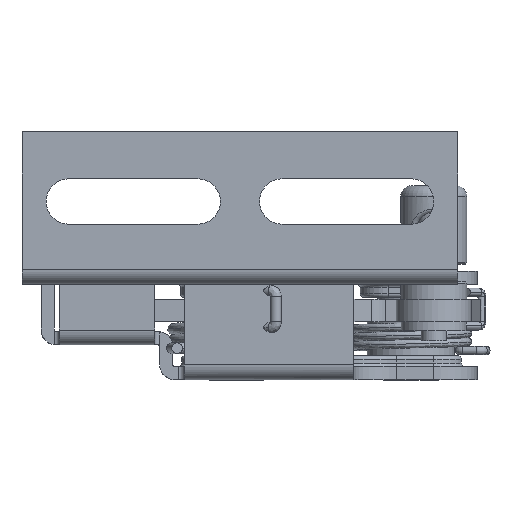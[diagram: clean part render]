
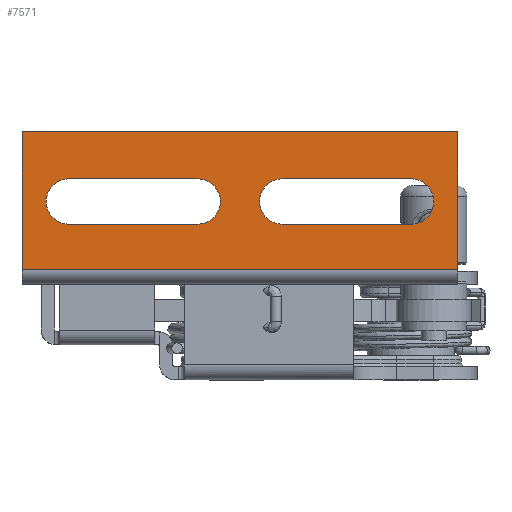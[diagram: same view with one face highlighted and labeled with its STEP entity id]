
A CAD part, front view. The second image highlights one B-rep face of the part: STEP entity #7571.
In plain terms, the highlighted planar face has unit normal (0, -1, 0).
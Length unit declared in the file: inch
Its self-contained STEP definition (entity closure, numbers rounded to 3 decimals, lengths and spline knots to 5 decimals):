
#43=FACE_BOUND('',#1015,.T.);
#44=FACE_BOUND('',#1016,.T.);
#122=PLANE('',#8117);
#570=FACE_OUTER_BOUND('',#1014,.T.);
#1014=EDGE_LOOP('',(#5282,#5283,#5284,#5285));
#1015=EDGE_LOOP('',(#5286,#5287,#5288,#5289));
#1016=EDGE_LOOP('',(#5290,#5291,#5292,#5293));
#1609=CIRCLE('',#8118,0.13);
#1610=CIRCLE('',#8119,0.13);
#1611=CIRCLE('',#8120,0.13);
#1612=CIRCLE('',#8121,0.13);
#2097=LINE('',#22223,#2635);
#2120=LINE('',#22276,#2658);
#2121=LINE('',#22279,#2659);
#2122=LINE('',#22280,#2660);
#2123=LINE('',#22283,#2661);
#2124=LINE('',#22287,#2662);
#2125=LINE('',#22291,#2663);
#2126=LINE('',#22295,#2664);
#2635=VECTOR('',#9226,2.5);
#2658=VECTOR('',#9299,0.79);
#2659=VECTOR('',#9302,2.5);
#2660=VECTOR('',#9303,0.79);
#2661=VECTOR('',#9304,0.74);
#2662=VECTOR('',#9307,0.74);
#2663=VECTOR('',#9310,0.74);
#2664=VECTOR('',#9313,0.74);
#3243=VERTEX_POINT('',#22220);
#3244=VERTEX_POINT('',#22222);
#3249=VERTEX_POINT('',#22274);
#3250=VERTEX_POINT('',#22278);
#3251=VERTEX_POINT('',#22281);
#3252=VERTEX_POINT('',#22282);
#3253=VERTEX_POINT('',#22284);
#3254=VERTEX_POINT('',#22286);
#3255=VERTEX_POINT('',#22289);
#3256=VERTEX_POINT('',#22290);
#3257=VERTEX_POINT('',#22292);
#3258=VERTEX_POINT('',#22294);
#3983=EDGE_CURVE('',#3244,#3243,#2097,.T.);
#4010=EDGE_CURVE('',#3243,#3249,#2120,.T.);
#4011=EDGE_CURVE('',#3250,#3249,#2121,.T.);
#4012=EDGE_CURVE('',#3250,#3244,#2122,.T.);
#4013=EDGE_CURVE('',#3251,#3252,#2123,.T.);
#4014=EDGE_CURVE('',#3252,#3253,#1609,.T.);
#4015=EDGE_CURVE('',#3253,#3254,#2124,.T.);
#4016=EDGE_CURVE('',#3254,#3251,#1610,.T.);
#4017=EDGE_CURVE('',#3255,#3256,#2125,.T.);
#4018=EDGE_CURVE('',#3256,#3257,#1611,.T.);
#4019=EDGE_CURVE('',#3257,#3258,#2126,.T.);
#4020=EDGE_CURVE('',#3258,#3255,#1612,.T.);
#5282=ORIENTED_EDGE('',*,*,#3983,.T.);
#5283=ORIENTED_EDGE('',*,*,#4010,.T.);
#5284=ORIENTED_EDGE('',*,*,#4011,.F.);
#5285=ORIENTED_EDGE('',*,*,#4012,.T.);
#5286=ORIENTED_EDGE('',*,*,#4013,.T.);
#5287=ORIENTED_EDGE('',*,*,#4014,.T.);
#5288=ORIENTED_EDGE('',*,*,#4015,.T.);
#5289=ORIENTED_EDGE('',*,*,#4016,.T.);
#5290=ORIENTED_EDGE('',*,*,#4017,.T.);
#5291=ORIENTED_EDGE('',*,*,#4018,.T.);
#5292=ORIENTED_EDGE('',*,*,#4019,.T.);
#5293=ORIENTED_EDGE('',*,*,#4020,.T.);
#7571=ADVANCED_FACE('',(#570,#43,#44),#122,.F.);
#8117=AXIS2_PLACEMENT_3D('',#22277,#9300,#9301);
#8118=AXIS2_PLACEMENT_3D('',#22285,#9305,#9306);
#8119=AXIS2_PLACEMENT_3D('',#22288,#9308,#9309);
#8120=AXIS2_PLACEMENT_3D('',#22293,#9311,#9312);
#8121=AXIS2_PLACEMENT_3D('',#22296,#9314,#9315);
#9226=DIRECTION('',(1.,0.,0.));
#9299=DIRECTION('',(0.,0.,1.));
#9300=DIRECTION('center_axis',(0.,1.,0.));
#9301=DIRECTION('ref_axis',(0.,0.,1.));
#9302=DIRECTION('',(1.,0.,0.));
#9303=DIRECTION('',(0.,0.,-1.));
#9304=DIRECTION('',(-1.,0.,0.));
#9305=DIRECTION('center_axis',(0.,1.,0.));
#9306=DIRECTION('ref_axis',(0.,0.,-1.));
#9307=DIRECTION('',(1.,0.,0.));
#9308=DIRECTION('center_axis',(0.,1.,0.));
#9309=DIRECTION('ref_axis',(0.,0.,1.));
#9310=DIRECTION('',(-1.,0.,0.));
#9311=DIRECTION('center_axis',(0.,1.,0.));
#9312=DIRECTION('ref_axis',(0.,0.,-1.));
#9313=DIRECTION('',(1.,0.,0.));
#9314=DIRECTION('center_axis',(0.,1.,0.));
#9315=DIRECTION('ref_axis',(0.,0.,1.));
#22220=CARTESIAN_POINT('',(0.27,-0.508,0.632));
#22222=CARTESIAN_POINT('',(-2.23,-0.508,0.632));
#22223=CARTESIAN_POINT('',(-2.23,-0.508,0.632));
#22274=CARTESIAN_POINT('',(0.27,-0.508,1.422));
#22276=CARTESIAN_POINT('',(0.27,-0.508,0.632));
#22277=CARTESIAN_POINT('Origin',(0.,-0.508,0.547));
#22278=CARTESIAN_POINT('',(-2.23,-0.508,1.422));
#22279=CARTESIAN_POINT('',(-2.23,-0.508,1.422));
#22280=CARTESIAN_POINT('',(-2.23,-0.508,1.422));
#22281=CARTESIAN_POINT('',(0.002,-0.508,0.892));
#22282=CARTESIAN_POINT('',(-0.738,-0.508,0.892));
#22283=CARTESIAN_POINT('',(0.002,-0.508,0.892));
#22284=CARTESIAN_POINT('',(-0.738,-0.508,1.152));
#22285=CARTESIAN_POINT('Origin',(-0.738,-0.508,1.022));
#22286=CARTESIAN_POINT('',(0.002,-0.508,1.152));
#22287=CARTESIAN_POINT('',(-0.738,-0.508,1.152));
#22288=CARTESIAN_POINT('Origin',(0.002,-0.508,1.022));
#22289=CARTESIAN_POINT('',(-1.222,-0.508,0.892));
#22290=CARTESIAN_POINT('',(-1.962,-0.508,0.892));
#22291=CARTESIAN_POINT('',(-1.222,-0.508,0.892));
#22292=CARTESIAN_POINT('',(-1.962,-0.508,1.152));
#22293=CARTESIAN_POINT('Origin',(-1.962,-0.508,1.022));
#22294=CARTESIAN_POINT('',(-1.222,-0.508,1.152));
#22295=CARTESIAN_POINT('',(-1.962,-0.508,1.152));
#22296=CARTESIAN_POINT('Origin',(-1.222,-0.508,1.022));
